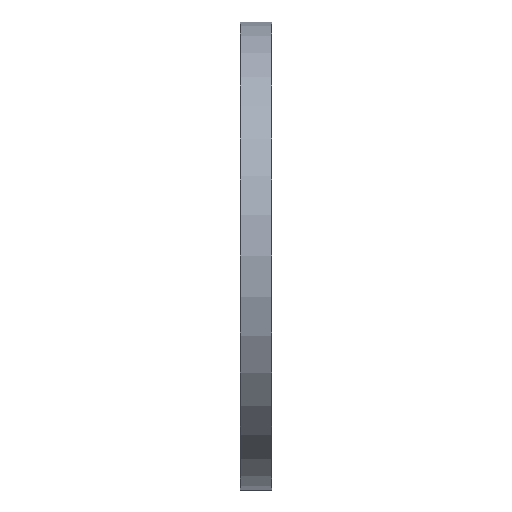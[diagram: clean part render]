
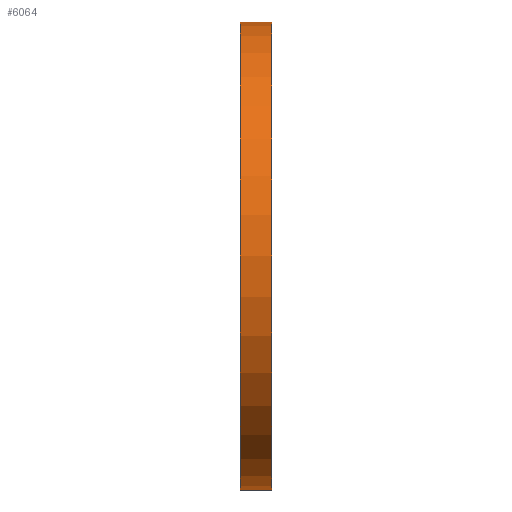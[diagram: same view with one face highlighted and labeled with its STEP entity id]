
A CAD part, left-side view. The second image highlights one B-rep face of the part: STEP entity #6064.
In plain terms, the highlighted cylindrical face has radius 60 mm (diameter 120 mm), a partial arc.
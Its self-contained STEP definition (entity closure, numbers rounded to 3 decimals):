
#311 = CYLINDRICAL_SURFACE ( 'NONE', #6701, 60. ) ;
#842 = EDGE_CURVE ( 'NONE', #10190, #14596, #5126, .T. ) ;
#1284 = EDGE_CURVE ( 'NONE', #13400, #15714, #9883, .T. ) ;
#1433 = EDGE_LOOP ( 'NONE', ( #5971, #12814, #13374, #5279 ) ) ;
#1591 = DIRECTION ( 'NONE',  ( 0., -1., 0. ) ) ;
#2625 = CARTESIAN_POINT ( 'NONE',  ( 0., 0., 0. ) ) ;
#2638 = EDGE_CURVE ( 'NONE', #15714, #14596, #15466, .T. ) ;
#3585 = AXIS2_PLACEMENT_3D ( 'NONE', #2625, #8977, #14225 ) ;
#3913 = VECTOR ( 'NONE', #1591, 1000. ) ;
#5011 = EDGE_CURVE ( 'NONE', #13400, #10190, #5140, .T. ) ;
#5126 = LINE ( 'NONE', #11757, #3913 ) ;
#5140 = CIRCLE ( 'NONE', #9154, 60. ) ;
#5279 = ORIENTED_EDGE ( 'NONE', *, *, #2638, .T. ) ;
#5971 = ORIENTED_EDGE ( 'NONE', *, *, #842, .F. ) ;
#6064 = ADVANCED_FACE ( 'NONE', ( #14685 ), #311, .T. ) ;
#6170 = CARTESIAN_POINT ( 'NONE',  ( 0., 8., 0. ) ) ;
#6477 = VECTOR ( 'NONE', #9010, 1000. ) ;
#6613 = CARTESIAN_POINT ( 'NONE',  ( 0., 0., -60. ) ) ;
#6701 = AXIS2_PLACEMENT_3D ( 'NONE', #6170, #13869, #7262 ) ;
#7262 = DIRECTION ( 'NONE',  ( 0., 0., -1. ) ) ;
#8491 = CARTESIAN_POINT ( 'NONE',  ( 0., 0., 60. ) ) ;
#8686 = DIRECTION ( 'NONE',  ( 0., 0., 1. ) ) ;
#8742 = DIRECTION ( 'NONE',  ( 0., 1., 0. ) ) ;
#8915 = CARTESIAN_POINT ( 'NONE',  ( 0., 8., 0. ) ) ;
#8977 = DIRECTION ( 'NONE',  ( 0., 1., 0. ) ) ;
#9010 = DIRECTION ( 'NONE',  ( 0., -1., 0. ) ) ;
#9154 = AXIS2_PLACEMENT_3D ( 'NONE', #8915, #8742, #8686 ) ;
#9883 = LINE ( 'NONE', #14259, #6477 ) ;
#10190 = VERTEX_POINT ( 'NONE', #10724 ) ;
#10724 = CARTESIAN_POINT ( 'NONE',  ( 0., 8., 60. ) ) ;
#11757 = CARTESIAN_POINT ( 'NONE',  ( 0., 8., 60. ) ) ;
#12814 = ORIENTED_EDGE ( 'NONE', *, *, #5011, .F. ) ;
#13374 = ORIENTED_EDGE ( 'NONE', *, *, #1284, .T. ) ;
#13400 = VERTEX_POINT ( 'NONE', #14323 ) ;
#13869 = DIRECTION ( 'NONE',  ( 0., -1., 0. ) ) ;
#14225 = DIRECTION ( 'NONE',  ( 0., 0., 1. ) ) ;
#14259 = CARTESIAN_POINT ( 'NONE',  ( 0., 8., -60. ) ) ;
#14323 = CARTESIAN_POINT ( 'NONE',  ( 0., 8., -60. ) ) ;
#14596 = VERTEX_POINT ( 'NONE', #8491 ) ;
#14685 = FACE_OUTER_BOUND ( 'NONE', #1433, .T. ) ;
#15466 = CIRCLE ( 'NONE', #3585, 60. ) ;
#15714 = VERTEX_POINT ( 'NONE', #6613 ) ;
